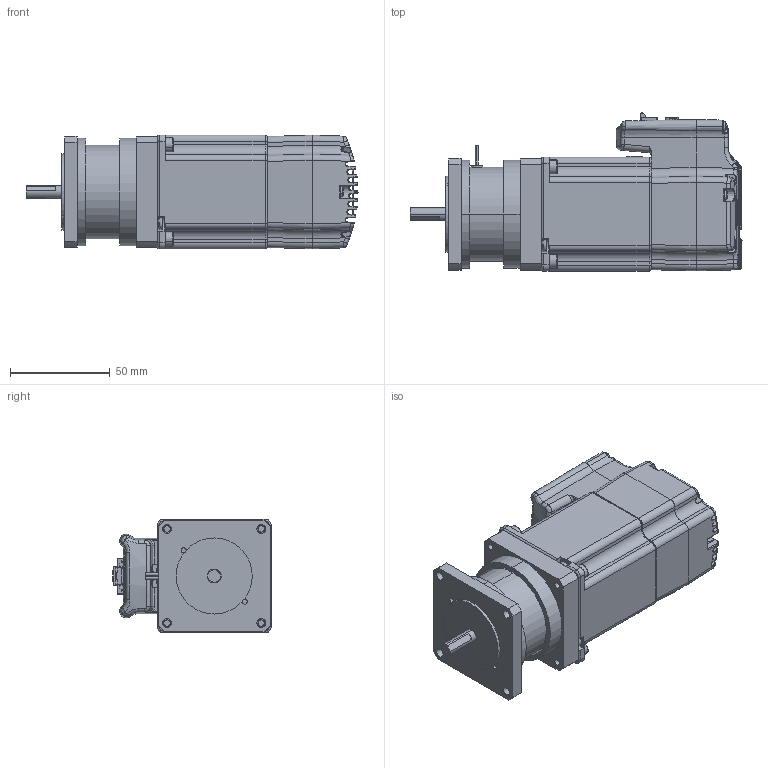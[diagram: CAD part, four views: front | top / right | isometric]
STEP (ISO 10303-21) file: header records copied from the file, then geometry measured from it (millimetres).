
FILE_DESCRIPTION (( 'STEP AP203' ), '1' );
FILE_NAME ('P1X-MO-056-02-R00.STEP', '2016-04-25T05:15:09', ( '' ), ( '' ), 'SwSTEP 2.0', 'SolidWorks 2013', '' );
FILE_SCHEMA (( 'CONFIG_CONTROL_DESIGN' ));
Length unit declared in the file: millimetre
Products named in the file (22): P1X-MO-056-02-R00; 蝶嬪纂-1; 瞪錳薄樓醴喀攪-1; 蝶嬪纂-2; 瞪錳薄樓醴喀攪-2; 匙飘况农 ID 钎矫 棺 惑怕 钎矫; 瞪錳薄樓醴喀攪-3; 烹脚加档 汲沥 胶困摹; 瞪錳薄樓醴喀攪-4; M15-EC-056-01-R00; round cross head screw_ks_KS 1023 RC - M3 x 20-N; 瞪錳薄樓醴喀攪-5; M15-EC-056-02-R00; M11-MO-056-02-R01(EzM-56M-01); RS-232C 鱔褐醴喀攪; M15-EC-042-05-R00; BXW-02-10-52_3D; ﾆﾞｽｺ ﾀﾔｷﾂ ｹ貎ﾄ ｼｳﾁ､ ｽｺﾀｧﾄ｡-1; M16-EC-042-01-R00; socket head cap screw_iso_ISO 4762 M4 x 12 --- 12N; ﾆﾞｽｺ ﾀﾔｷﾂ ｹ貎ﾄ ｼｳﾁ､ ｽｺﾀｧﾄ｡-2; ﾀﾔﾃ箙ﾂ ﾁ｢ｼﾓ ﾄｿｳﾘﾅﾍ
Assembly tree (29 placements, depth 2):
  P1X-MO-056-02-R00
    M15-EC-056-01-R00
    M15-EC-056-02-R00
    M15-EC-042-05-R00
    M16-EC-042-01-R00
    ﾀﾔﾃ箙ﾂ ﾁ｢ｼﾓ ﾄｿｳﾘﾅﾍ
    瞪錳薄樓醴喀攪-1
    瞪錳薄樓醴喀攪-2
    瞪錳薄樓醴喀攪-3
    瞪錳薄樓醴喀攪-4
    瞪錳薄樓醴喀攪-5
    RS-232C 鱔褐醴喀攪  x2
    ﾆﾞｽｺ ﾀﾔｷﾂ ｹ貎ﾄ ｼｳﾁ､ ｽｺﾀｧﾄ｡-1
    ﾆﾞｽｺ ﾀﾔｷﾂ ｹ貎ﾄ ｼｳﾁ､ ｽｺﾀｧﾄ｡-2
    蝶嬪纂-1
    蝶嬪纂-2
    匙飘况农 ID 钎矫 棺 惑怕 钎矫
    烹脚加档 汲沥 胶困摹
    round cross head screw_ks_KS 1023 RC - M3 x 20-N  x5
    M11-MO-056-02-R01(EzM-56M-01)
    BXW-02-10-52_3D
    socket head cap screw_iso_ISO 4762 M4 x 12 --- 12N  x4
Bounding box: 166.2 x 79.2 x 57 mm (x, y, z)
Volume: 288598.8 mm3; surface area: 105240.2 mm2
Topology: 30 solids, 49 shells, 3441 faces, 8744 edges, 5455 vertices
Faces by surface type: plane 1566, cylinder 1125, bspline 420, cone 131, torus 112, sphere 87
Full cylindrical faces by diameter (mm): 0.7 x2
Entity records: 151761 total; most frequent: CARTESIAN_POINT 80058, ORIENTED_EDGE 15810, DIRECTION 11830, EDGE_CURVE 7928, VERTEX_POINT 4977, AXIS2_PLACEMENT_3D 3984, LINE 3862, VECTOR 3862
